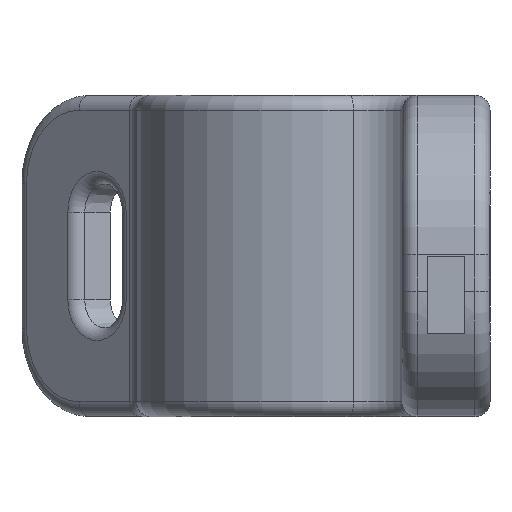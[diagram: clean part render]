
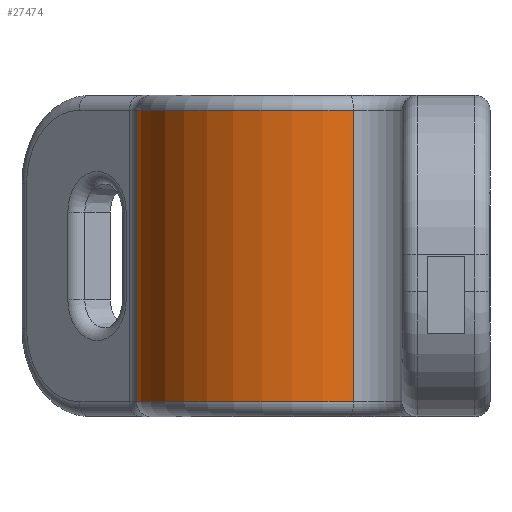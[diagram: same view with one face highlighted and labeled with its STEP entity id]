
A CAD part, left-side view. The second image highlights one B-rep face of the part: STEP entity #27474.
In plain terms, the highlighted cylindrical face has radius 7.1 mm (diameter 14.2 mm), a partial arc.
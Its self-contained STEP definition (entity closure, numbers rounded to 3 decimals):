
#477=CARTESIAN_POINT('',(0.,-0.15,-5.8));
#478=DIRECTION('',(0.,0.,-1.));
#479=DIRECTION('',(-0.976,-0.22,0.));
#480=AXIS2_PLACEMENT_3D('',#477,#478,#479);
#3488=DIRECTION('',(0.,0.,1.));
#3489=VECTOR('',#3488,11.6);
#3490=CARTESIAN_POINT('',(-6.926,-1.71,-5.8));
#3491=LINE('',#3490,#3489);
#3492=DIRECTION('',(0.,0.,1.));
#3493=VECTOR('',#3492,11.6);
#3494=CARTESIAN_POINT('',(0.781,6.907,-5.8));
#3495=LINE('',#3494,#3493);
#3597=CARTESIAN_POINT('',(0.,-0.15,5.8));
#3598=DIRECTION('',(0.,0.,1.));
#3599=DIRECTION('',(0.11,0.994,0.));
#3600=AXIS2_PLACEMENT_3D('',#3597,#3598,#3599);
#19351=CARTESIAN_POINT('',(-6.926,-1.71,-5.8));
#19352=CARTESIAN_POINT('',(-6.926,-1.71,5.8));
#19353=VERTEX_POINT('',#19351);
#19354=VERTEX_POINT('',#19352);
#19355=CARTESIAN_POINT('',(0.781,6.907,-5.8));
#19356=CARTESIAN_POINT('',(0.781,6.907,5.8));
#19357=VERTEX_POINT('',#19355);
#19358=VERTEX_POINT('',#19356);
#27461=CARTESIAN_POINT('',(0.,-0.15,-6.4));
#27462=DIRECTION('',(0.,0.,1.));
#27463=DIRECTION('',(1.,0.,0.));
#27464=AXIS2_PLACEMENT_3D('',#27461,#27462,#27463);
#27465=CYLINDRICAL_SURFACE('',#27464,7.1);
#27466=ORIENTED_EDGE('',*,*,#27453,.F.);
#27467=ORIENTED_EDGE('',*,*,#24532,.T.);
#27469=ORIENTED_EDGE('',*,*,#27468,.T.);
#27471=ORIENTED_EDGE('',*,*,#27470,.T.);
#27472=EDGE_LOOP('',(#27466,#27467,#27469,#27471));
#27473=FACE_OUTER_BOUND('',#27472,.F.);
#27474=ADVANCED_FACE('',(#27473),#27465,.T.);
#481=CIRCLE('',#480,7.1);
#3601=CIRCLE('',#3600,7.1);
#24532=EDGE_CURVE('',#19353,#19357,#481,.T.);
#27453=EDGE_CURVE('',#19353,#19354,#3491,.T.);
#27468=EDGE_CURVE('',#19357,#19358,#3495,.T.);
#27470=EDGE_CURVE('',#19358,#19354,#3601,.T.);
